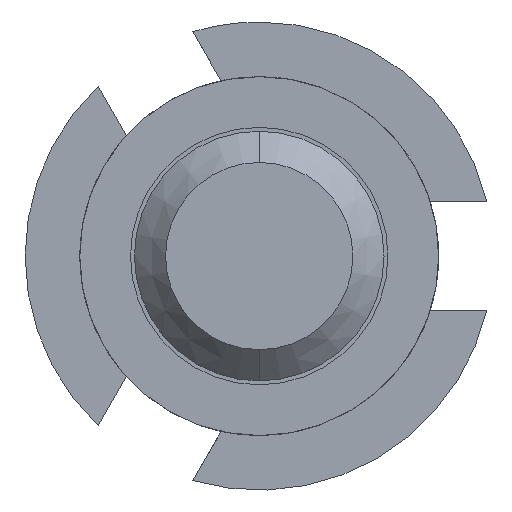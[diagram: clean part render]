
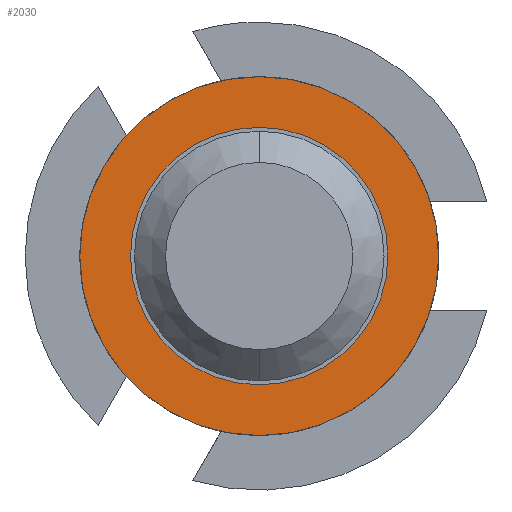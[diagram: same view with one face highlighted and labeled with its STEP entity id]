
A CAD part, front view. The second image highlights one B-rep face of the part: STEP entity #2030.
In plain terms, the highlighted planar face has unit normal (0, -1, 0).
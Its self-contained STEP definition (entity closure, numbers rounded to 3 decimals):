
#45 = CARTESIAN_POINT ( 'NONE',  ( 0., -1.5, 1.15 ) ) ;
#213 = ORIENTED_EDGE ( 'NONE', *, *, #2901, .F. ) ;
#336 = VERTEX_POINT ( 'NONE', #2425 ) ;
#423 = EDGE_LOOP ( 'NONE', ( #3707, #1556 ) ) ;
#438 = CIRCLE ( 'NONE', #4714, 1.15 ) ;
#702 = DIRECTION ( 'NONE',  ( 0., 0., 1. ) ) ;
#902 = FACE_BOUND ( 'NONE', #423, .T. ) ;
#1083 = DIRECTION ( 'NONE',  ( 0., 1., 0. ) ) ;
#1265 = EDGE_LOOP ( 'NONE', ( #3611, #213 ) ) ;
#1448 = CARTESIAN_POINT ( 'NONE',  ( 0., -1.5, 0. ) ) ;
#1463 = CIRCLE ( 'NONE', #4811, 0.825 ) ;
#1556 = ORIENTED_EDGE ( 'NONE', *, *, #3900, .T. ) ;
#1579 = DIRECTION ( 'NONE',  ( 0., 1., 0. ) ) ;
#1747 = CARTESIAN_POINT ( 'NONE',  ( 0., -1.5, -0.825 ) ) ;
#1902 = DIRECTION ( 'NONE',  ( 0., 0., 1. ) ) ;
#1933 = VERTEX_POINT ( 'NONE', #45 ) ;
#1935 = CIRCLE ( 'NONE', #4641, 1.15 ) ;
#1939 = AXIS2_PLACEMENT_3D ( 'NONE', #3605, #1083, #702 ) ;
#2030 = ADVANCED_FACE ( 'Defeature ausgef�hrt1_12', ( #3854, #902 ), #2789, .F. ) ;
#2056 = EDGE_CURVE ( 'Defeature ausgef�hrt1_6+Defeature ausgef�hrt1_12+Defeature ausgef�hrt1_12+Defeature ausgef�hrt1_12', #1933, #4624, #438, .T. ) ;
#2425 = CARTESIAN_POINT ( 'NONE',  ( 0., -1.5, 0.825 ) ) ;
#2789 = PLANE ( 'NONE',  #2850 ) ;
#2850 = AXIS2_PLACEMENT_3D ( 'NONE', #3151, #4171, #4218 ) ;
#2901 = EDGE_CURVE ( 'Defeature ausgef�hrt1_6+Defeature ausgef�hrt1_12+Defeature ausgef�hrt1_12+Defeature ausgef�hrt1_12', #4624, #1933, #1935, .T. ) ;
#3151 = CARTESIAN_POINT ( 'NONE',  ( 0.825, -1.5, 0. ) ) ;
#3340 = DIRECTION ( 'NONE',  ( 0., 1., 0. ) ) ;
#3371 = CARTESIAN_POINT ( 'NONE',  ( 0., -1.5, 0. ) ) ;
#3505 = CARTESIAN_POINT ( 'NONE',  ( 0., -1.5, 0. ) ) ;
#3605 = CARTESIAN_POINT ( 'NONE',  ( 0., -1.5, 0. ) ) ;
#3611 = ORIENTED_EDGE ( 'NONE', *, *, #2056, .F. ) ;
#3654 = CIRCLE ( 'NONE', #1939, 0.825 ) ;
#3702 = CARTESIAN_POINT ( 'NONE',  ( 0., -1.5, -1.15 ) ) ;
#3703 = DIRECTION ( 'NONE',  ( 0., 0., 1. ) ) ;
#3707 = ORIENTED_EDGE ( 'NONE', *, *, #4376, .T. ) ;
#3815 = DIRECTION ( 'NONE',  ( 0., 0., 1. ) ) ;
#3854 = FACE_OUTER_BOUND ( 'NONE', #1265, .T. ) ;
#3900 = EDGE_CURVE ( 'Defeature ausgef�hrt1_12+Defeature ausgef�hrt1_11+Defeature ausgef�hrt1_11+Defeature ausgef�hrt1_11', #4154, #336, #1463, .T. ) ;
#4154 = VERTEX_POINT ( 'NONE', #1747 ) ;
#4171 = DIRECTION ( 'NONE',  ( 0., 1., 0. ) ) ;
#4218 = DIRECTION ( 'NONE',  ( 0., 0., 1. ) ) ;
#4376 = EDGE_CURVE ( 'Defeature ausgef�hrt1_12+Defeature ausgef�hrt1_11+Defeature ausgef�hrt1_11+Defeature ausgef�hrt1_11', #336, #4154, #3654, .T. ) ;
#4537 = DIRECTION ( 'NONE',  ( 0., 1., 0. ) ) ;
#4624 = VERTEX_POINT ( 'NONE', #3702 ) ;
#4641 = AXIS2_PLACEMENT_3D ( 'NONE', #1448, #3340, #3703 ) ;
#4714 = AXIS2_PLACEMENT_3D ( 'NONE', #3505, #4537, #3815 ) ;
#4811 = AXIS2_PLACEMENT_3D ( 'NONE', #3371, #1579, #1902 ) ;
